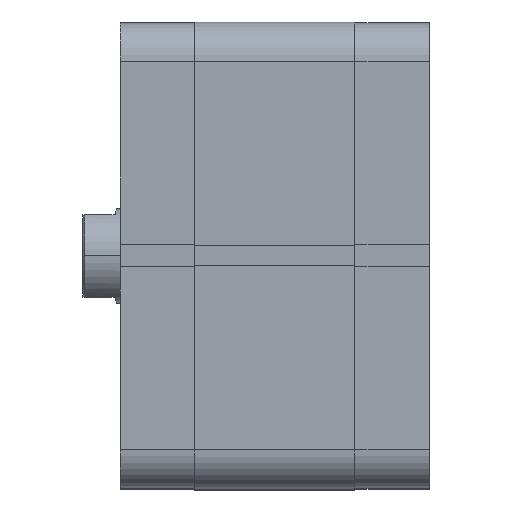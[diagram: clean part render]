
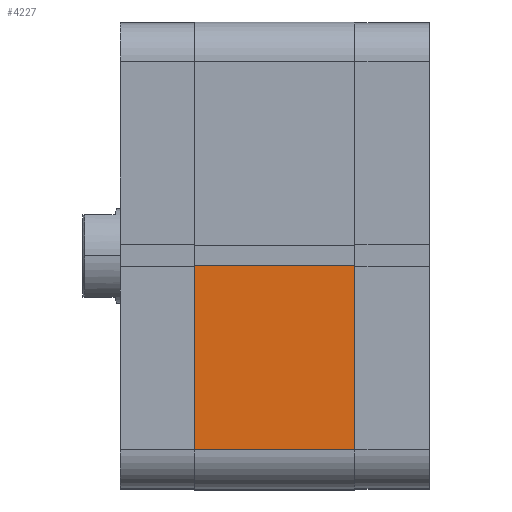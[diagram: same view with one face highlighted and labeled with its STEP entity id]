
A CAD part, top view. The second image highlights one B-rep face of the part: STEP entity #4227.
In plain terms, the highlighted face is planar.
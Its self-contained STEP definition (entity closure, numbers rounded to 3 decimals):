
#617 = EDGE_CURVE ( 'NONE', #3828, #3826, #3419, .T. ) ;
#627 = EDGE_CURVE ( 'NONE', #3826, #3825, #3426, .T. ) ;
#638 = EDGE_CURVE ( 'NONE', #3828, #3827, #3422, .T. ) ;
#645 = EDGE_CURVE ( 'NONE', #3827, #3825, #3434, .T. ) ;
#1048 = PLANE ( 'NONE',  #4654 ) ;
#1053 = CARTESIAN_POINT ( 'NONE',  ( 2.6, 62., -42.5 ) ) ;
#1061 = DIRECTION ( 'NONE',  ( 0., 1., 0. ) ) ;
#1062 = DIRECTION ( 'NONE',  ( 0., 0., 1. ) ) ;
#2369 = EDGE_LOOP ( 'NONE', ( #2592, #2593, #2594, #2595 ) ) ;
#2592 = ORIENTED_EDGE ( 'NONE', *, *, #645, .F. ) ;
#2593 = ORIENTED_EDGE ( 'NONE', *, *, #638, .F. ) ;
#2594 = ORIENTED_EDGE ( 'NONE', *, *, #617, .T. ) ;
#2595 = ORIENTED_EDGE ( 'NONE', *, *, #627, .T. ) ;
#3416 = VECTOR ( 'NONE', #5405, 1000. ) ;
#3419 = LINE ( 'NONE', #5396, #3420 ) ;
#3420 = VECTOR ( 'NONE', #5397, 1000. ) ;
#3422 = LINE ( 'NONE', #5404, #3432 ) ;
#3426 = LINE ( 'NONE', #5395, #3416 ) ;
#3432 = VECTOR ( 'NONE', #5411, 1000. ) ;
#3434 = LINE ( 'NONE', #5412, #3435 ) ;
#3435 = VECTOR ( 'NONE', #5413, 1000. ) ;
#3825 = VERTEX_POINT ( 'NONE', #6008 ) ;
#3826 = VERTEX_POINT ( 'NONE', #6009 ) ;
#3827 = VERTEX_POINT ( 'NONE', #6010 ) ;
#3828 = VERTEX_POINT ( 'NONE', #6011 ) ;
#4227 = ADVANCED_FACE ( 'NONE', ( #6456 ), #1048, .T. ) ;
#4654 = AXIS2_PLACEMENT_3D ( 'NONE', #1053, #1061, #1062 ) ;
#5395 = CARTESIAN_POINT ( 'NONE',  ( 2.6, 62., -42.5 ) ) ;
#5396 = CARTESIAN_POINT ( 'NONE',  ( 2.6, 62., -42.5 ) ) ;
#5397 = DIRECTION ( 'NONE',  ( -1., 0., 0. ) ) ;
#5404 = CARTESIAN_POINT ( 'NONE',  ( 51.5, 62., -42.5 ) ) ;
#5405 = DIRECTION ( 'NONE',  ( 0., 0., 1. ) ) ;
#5411 = DIRECTION ( 'NONE',  ( 0., 0., 1. ) ) ;
#5412 = CARTESIAN_POINT ( 'NONE',  ( 2.6, 62., 0. ) ) ;
#5413 = DIRECTION ( 'NONE',  ( -1., 0., 0. ) ) ;
#6008 = CARTESIAN_POINT ( 'NONE',  ( 2.6, 62., 0. ) ) ;
#6009 = CARTESIAN_POINT ( 'NONE',  ( 2.6, 62., -42.5 ) ) ;
#6010 = CARTESIAN_POINT ( 'NONE',  ( 51.5, 62., 0. ) ) ;
#6011 = CARTESIAN_POINT ( 'NONE',  ( 51.5, 62., -42.5 ) ) ;
#6456 = FACE_OUTER_BOUND ( 'NONE', #2369, .T. ) ;
